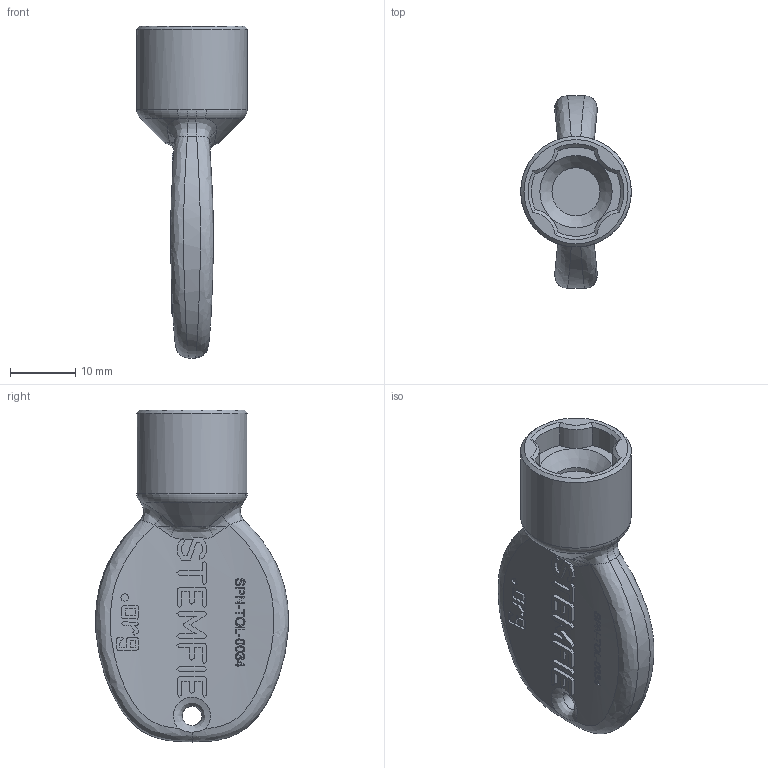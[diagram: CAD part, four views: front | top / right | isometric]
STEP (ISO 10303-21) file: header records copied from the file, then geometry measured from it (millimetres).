
FILE_DESCRIPTION(('FreeCAD Model'),'2;1');
FILE_NAME('Open CASCADE Shape Model','2024-10-31T15:25:59',(''),(''), 'Open CASCADE STEP processor 7.6','FreeCAD','Unknown');
FILE_SCHEMA(('AUTOMOTIVE_DESIGN { 1 0 10303 214 1 1 1 1 }'));
Length unit declared in the file: millimetre
Products named in the file (1): Tool DRV NUT - SPN-TOL-0034 (stemfie.org)
Bounding box: 17 x 29.64 x 51 mm (x, y, z)
Volume: 6857.9 mm3; surface area: 3992 mm2
Topology: 1 solids, 1 shells, 547 faces, 1486 edges, 971 vertices
Faces by surface type: plane 290, bspline 196, cylinder 47, cone 12, torus 2
Full cylindrical faces by diameter (mm): 3 x1, 7.4 x1, 9.482 x1, 17 x1
Entity records: 20775 total; most frequent: CARTESIAN_POINT 7762, ORIENTED_EDGE 2966, DIRECTION 2363, EDGE_CURVE 1483, VERTEX_POINT 971, AXIS2_PLACEMENT_3D 868, LINE 627, VECTOR 627
